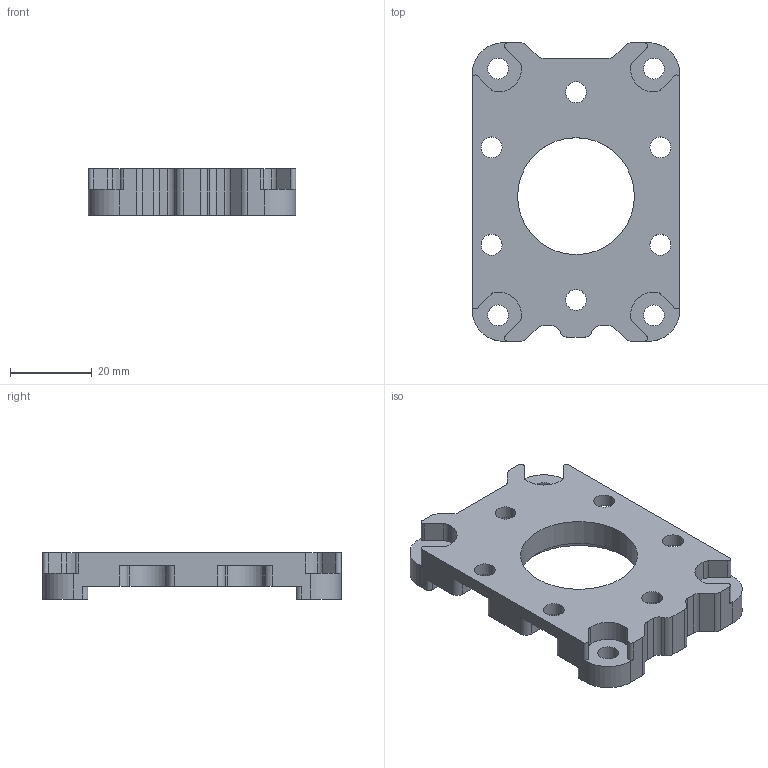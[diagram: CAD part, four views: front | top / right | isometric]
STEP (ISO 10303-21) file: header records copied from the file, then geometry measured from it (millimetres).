
FILE_DESCRIPTION (( 'STEP AP214' ), '1' );
FILE_NAME ('am-4560 2x1 WCD 1.125 Bearing Block REV2.STEP', '2021-12-03T20:22:13', ( '' ), ( '' ), 'SwSTEP 2.0', 'SolidWorks 2021', '' );
FILE_SCHEMA (( 'AUTOMOTIVE_DESIGN' ));
Length unit declared in the file: inch
Products named in the file (1): am-4560 2x1 WCD 1.125 Bearing Block REV2
Bounding box: 50.8 x 73.03 x 11.43 mm (x, y, z)
Volume: 20835.1 mm3; surface area: 10424.2 mm2
Topology: 1 solids, 1 shells, 129 faces, 382 edges, 256 vertices
Faces by surface type: cylinder 78, plane 51
Full cylindrical faces by diameter (mm): 5.105 x10, 8.255 x2, 28.575 x1, 31.75 x1
Entity records: 4346 total; most frequent: DIRECTION 780, CARTESIAN_POINT 742, ORIENTED_EDGE 724, EDGE_CURVE 362, AXIS2_PLACEMENT_3D 288, VERTEX_POINT 250, LINE 204, VECTOR 204
